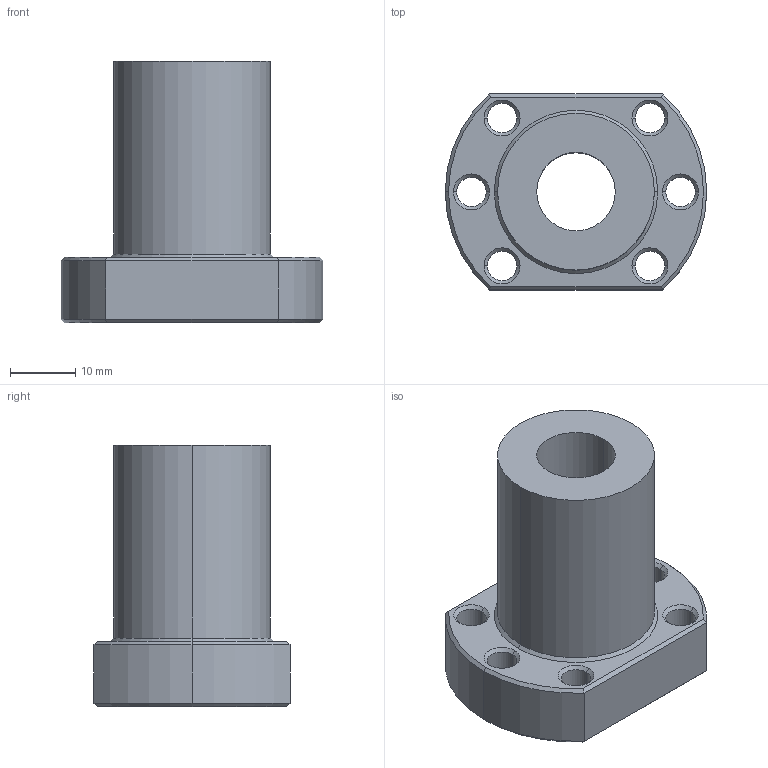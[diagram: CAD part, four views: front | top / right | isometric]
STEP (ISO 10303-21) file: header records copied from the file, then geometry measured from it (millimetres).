
FILE_DESCRIPTION (( 'STEP AP214' ), '1' );
FILE_NAME ('B583 Ãàéêà ØÂÏ SFU1204.STEP', '2025-04-08T09:25:42', ( '' ), ( '' ), 'SwSTEP 2.0', 'SolidWorks 2025', '' );
FILE_SCHEMA (( 'AUTOMOTIVE_DESIGN' ));
Length unit declared in the file: millimetre
Products named in the file (1): B583 Гайка ШВП SFU1204
Bounding box: 40 x 30 x 40 mm (x, y, z)
Volume: 18798.7 mm3; surface area: 7409.7 mm2
Topology: 1 solids, 1 shells, 62 faces, 140 edges, 81 vertices
Faces by surface type: cone 34, cylinder 19, plane 9
Entity records: 1780 total; most frequent: DIRECTION 331, CARTESIAN_POINT 308, ORIENTED_EDGE 280, EDGE_CURVE 140, AXIS2_PLACEMENT_3D 136, VERTEX_POINT 81, EDGE_LOOP 77, CIRCLE 73
